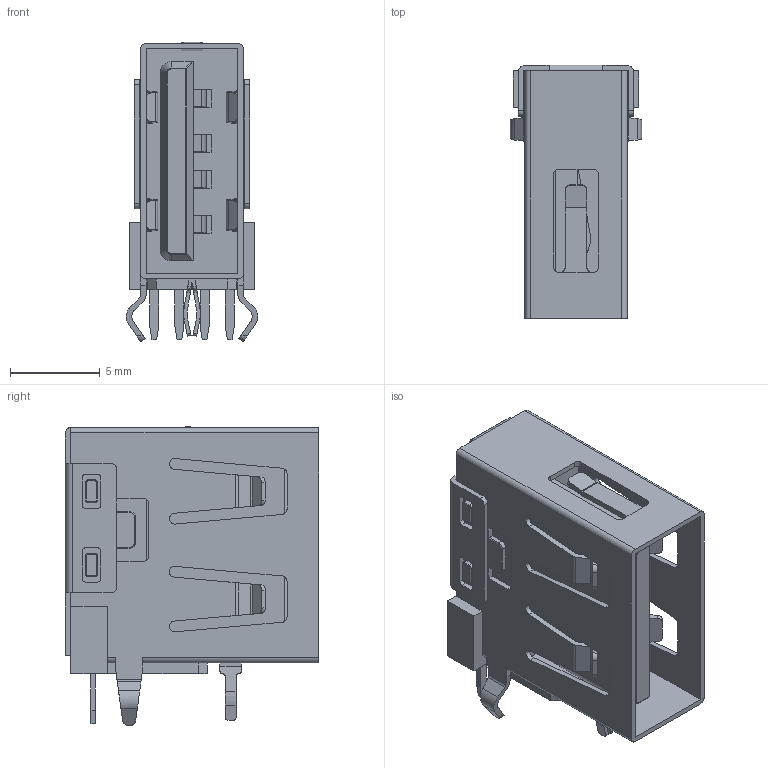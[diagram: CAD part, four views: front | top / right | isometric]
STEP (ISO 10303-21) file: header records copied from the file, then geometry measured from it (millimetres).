
FILE_DESCRIPTION (( 'STEP AP214' ), '1' );
FILE_NAME ('USB-A-TH_U-A-24D2-W-7.STEP', '2024-04-01T18:06:28', ( 'Windows User' ), ( 'P R C' ), 'SwSTEP 2.0', 'SolidWorks 2020', '' );
FILE_SCHEMA (( 'AUTOMOTIVE_DESIGN' ));
Length unit declared in the file: millimetre
Products named in the file (1): USB-A-TH_U-A-24D2-W-7
Bounding box: 7.31 x 14.1 x 16.67 mm (x, y, z)
Volume: 623.8 mm3; surface area: 1489.6 mm2
Topology: 1 solids, 1 shells, 532 faces, 1477 edges, 956 vertices
Faces by surface type: plane 326, cylinder 177, torus 22, sphere 4, cone 2, bspline 1
Entity records: 22466 total; most frequent: CARTESIAN_POINT 3895, ORIENTED_EDGE 2954, DIRECTION 2743, EDGE_CURVE 1477, LINE 1073, VECTOR 1073, VERTEX_POINT 956, AXIS2_PLACEMENT_3D 835
